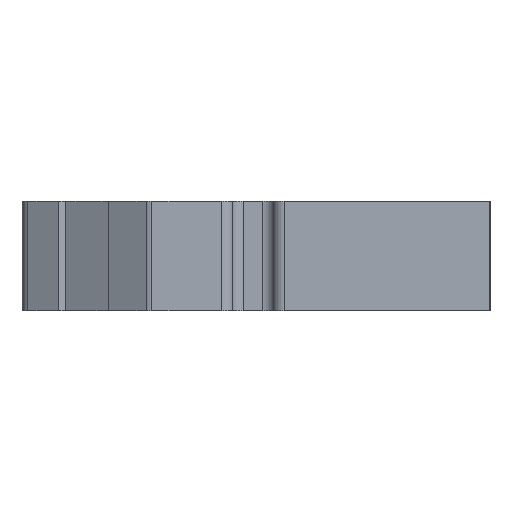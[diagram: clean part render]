
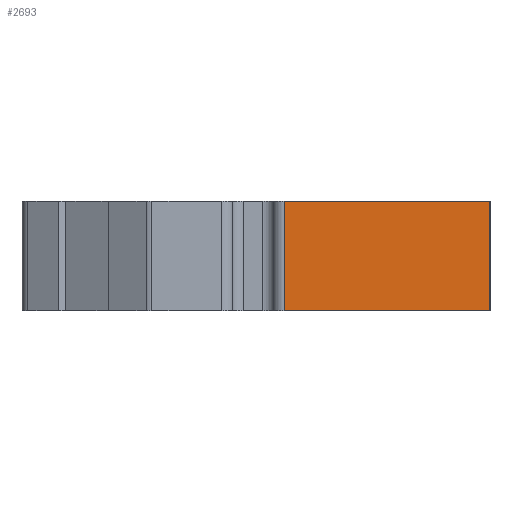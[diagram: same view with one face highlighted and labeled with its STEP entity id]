
A CAD part, left-side view. The second image highlights one B-rep face of the part: STEP entity #2693.
In plain terms, the highlighted planar face has unit normal (-1, 0, 0).
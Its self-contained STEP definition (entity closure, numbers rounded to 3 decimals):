
#746 = CARTESIAN_POINT ( 'NONE',  ( -26., -4.919, 9.5 ) ) ;
#845 = VERTEX_POINT ( 'NONE', #1349 ) ;
#952 = EDGE_CURVE ( 'NONE', #5203, #3952, #5790, .T. ) ;
#1012 = LINE ( 'NONE', #3587, #2066 ) ;
#1182 = DIRECTION ( 'NONE',  ( 0., -1., 0. ) ) ;
#1289 = AXIS2_PLACEMENT_3D ( 'NONE', #1578, #4703, #4632 ) ;
#1349 = CARTESIAN_POINT ( 'NONE',  ( -26., 13.003, 9.5 ) ) ;
#1578 = CARTESIAN_POINT ( 'NONE',  ( -26., -4.919, 9.5 ) ) ;
#1908 = ORIENTED_EDGE ( 'NONE', *, *, #952, .T. ) ;
#2066 = VECTOR ( 'NONE', #2207, 1000. ) ;
#2207 = DIRECTION ( 'NONE',  ( 0., 0., -1. ) ) ;
#2581 = LINE ( 'NONE', #746, #4449 ) ;
#2693 = ADVANCED_FACE ( 'NONE', ( #4912 ), #4723, .F. ) ;
#3192 = VERTEX_POINT ( 'NONE', #3469 ) ;
#3248 = ORIENTED_EDGE ( 'NONE', *, *, #4696, .F. ) ;
#3466 = DIRECTION ( 'NONE',  ( 0., 0., -1. ) ) ;
#3469 = CARTESIAN_POINT ( 'NONE',  ( -26., -4.919, 9.5 ) ) ;
#3587 = CARTESIAN_POINT ( 'NONE',  ( -26., -4.919, 9.5 ) ) ;
#3941 = CARTESIAN_POINT ( 'NONE',  ( -26., -4.919, 0. ) ) ;
#3951 = CARTESIAN_POINT ( 'NONE',  ( -26., 13.003, 0. ) ) ;
#3952 = VERTEX_POINT ( 'NONE', #4567 ) ;
#4147 = ORIENTED_EDGE ( 'NONE', *, *, #4631, .T. ) ;
#4234 = ORIENTED_EDGE ( 'NONE', *, *, #5598, .F. ) ;
#4449 = VECTOR ( 'NONE', #1182, 1000. ) ;
#4567 = CARTESIAN_POINT ( 'NONE',  ( -26., -4.919, 0. ) ) ;
#4598 = LINE ( 'NONE', #5769, #5527 ) ;
#4631 = EDGE_CURVE ( 'NONE', #845, #5203, #4598, .T. ) ;
#4632 = DIRECTION ( 'NONE',  ( 0., 1., 0. ) ) ;
#4680 = DIRECTION ( 'NONE',  ( 0., -1., 0. ) ) ;
#4696 = EDGE_CURVE ( 'NONE', #845, #3192, #2581, .T. ) ;
#4703 = DIRECTION ( 'NONE',  ( 1., 0., 0. ) ) ;
#4723 = PLANE ( 'NONE',  #1289 ) ;
#4912 = FACE_OUTER_BOUND ( 'NONE', #5625, .T. ) ;
#5203 = VERTEX_POINT ( 'NONE', #3951 ) ;
#5527 = VECTOR ( 'NONE', #3466, 1000. ) ;
#5598 = EDGE_CURVE ( 'NONE', #3192, #3952, #1012, .T. ) ;
#5625 = EDGE_LOOP ( 'NONE', ( #3248, #4147, #1908, #4234 ) ) ;
#5769 = CARTESIAN_POINT ( 'NONE',  ( -26., 13.003, 9.5 ) ) ;
#5790 = LINE ( 'NONE', #3941, #5860 ) ;
#5860 = VECTOR ( 'NONE', #4680, 1000. ) ;
